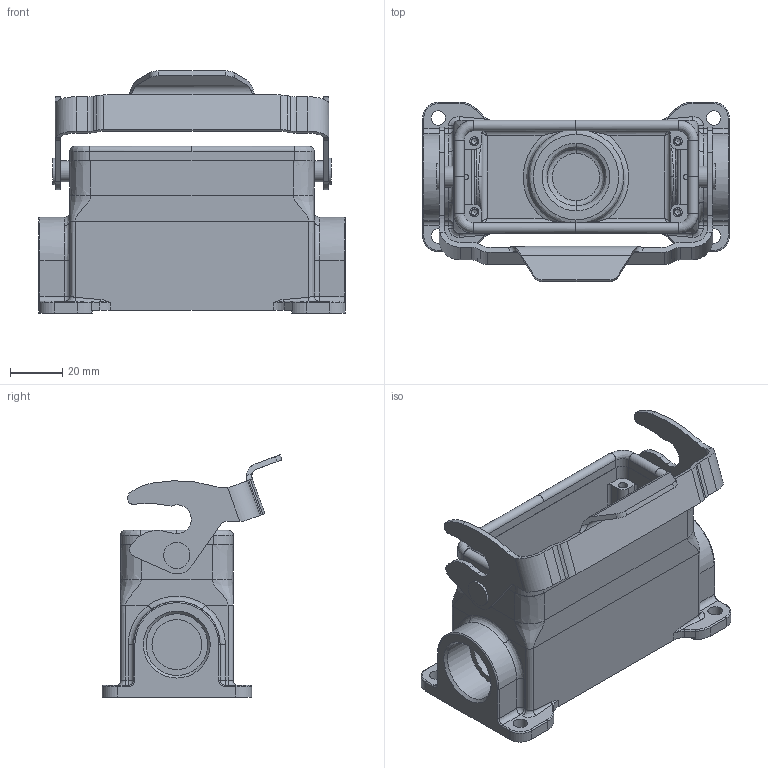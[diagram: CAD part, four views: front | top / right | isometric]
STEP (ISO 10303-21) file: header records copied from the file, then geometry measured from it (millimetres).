
FILE_DESCRIPTION(/* description */ (''),/* implementation_level */ '2;1');
FILE_NAME(/* name */ 'c146 10n016 802 1nxc001-01.stp',/* time_stamp */ '2021-10-14T10:05:08+02:00',/* author */ (''),/* organization */ (''),/* preprocessor_version */ 'ST-DEVELOPER v16.7',/* originating_system */ 'SIEMENS PLM Software NX 12.0',/* authorisation */ '');
FILE_SCHEMA (('AUTOMOTIVE_DESIGN { 1 0 10303 214 3 1 1 1 }'));
Length unit declared in the file: millimetre
Products named in the file (6): n 25 016 100x xnxm001-04; n 13 080 00x4 xnxm001-03; C146 M33 252 E1-01; n 06 094 0001nxm001-02; c146 10n016 802 1nxm001-04; c146 10n016 802 1nxc001-01
Assembly tree (6 placements, depth 3):
  c146 10n016 802 1nxc001-01
    c146 10n016 802 1nxm001-04
      n 06 094 0001nxm001-02
      C146 M33 252 E1-01
      n 13 080 00x4 xnxm001-03  x2
      n 25 016 100x xnxm001-04
Bounding box: 117 x 68.56 x 92.31 mm (x, y, z)
Volume: 104520.8 mm3; surface area: 54835.6 mm2
Topology: 1 solids, 1 shells, 393 faces, 991 edges, 594 vertices
Faces by surface type: cylinder 147, plane 132, bspline 95, cone 10, sphere 4, revolution 4, extrusion 1
Full cylindrical faces by diameter (mm): 2.5 x4, 3.5 x4, 5.5 x4, 8 x2, 10 x2, 19 x1, 23.5 x1, 23.539 x1
Entity records: 14872 total; most frequent: CARTESIAN_POINT 5278, ORIENTED_EDGE 1844, DIRECTION 1755, EDGE_CURVE 922, AXIS2_PLACEMENT_3D 671, VERTEX_POINT 586, EDGE_LOOP 456, VECTOR 409
